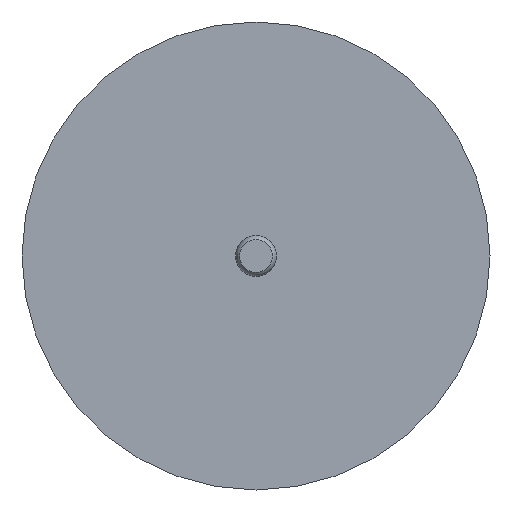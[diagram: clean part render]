
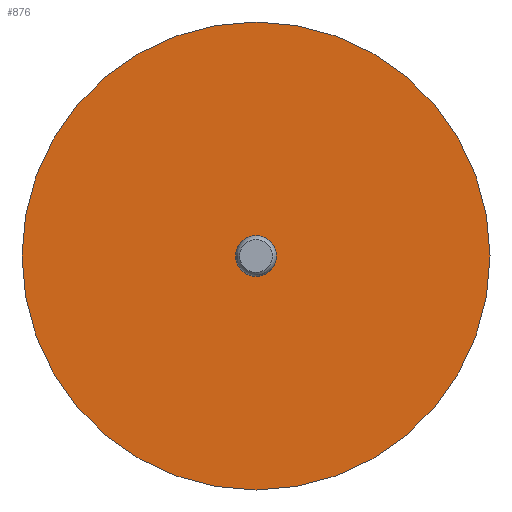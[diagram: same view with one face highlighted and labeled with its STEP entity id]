
A CAD part, front view. The second image highlights one B-rep face of the part: STEP entity #876.
In plain terms, the highlighted planar face has unit normal (0, -1, 0).
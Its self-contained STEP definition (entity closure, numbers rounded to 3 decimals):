
#140=FACE_BOUND('',#252,.T.);
#193=FACE_OUTER_BOUND('',#251,.T.);
#251=EDGE_LOOP('',(#746,#747));
#252=EDGE_LOOP('',(#748,#749));
#295=CIRCLE('',#986,3.205);
#296=CIRCLE('',#987,3.205);
#305=CIRCLE('',#1001,37.5);
#306=CIRCLE('',#1002,37.5);
#372=VERTEX_POINT('',#1555);
#373=VERTEX_POINT('',#1557);
#382=VERTEX_POINT('',#1583);
#383=VERTEX_POINT('',#1584);
#491=EDGE_CURVE('',#373,#372,#295,.T.);
#492=EDGE_CURVE('',#372,#373,#296,.T.);
#503=EDGE_CURVE('',#382,#383,#305,.T.);
#505=EDGE_CURVE('',#383,#382,#306,.T.);
#746=ORIENTED_EDGE('',*,*,#503,.F.);
#747=ORIENTED_EDGE('',*,*,#505,.F.);
#748=ORIENTED_EDGE('',*,*,#491,.T.);
#749=ORIENTED_EDGE('',*,*,#492,.T.);
#769=PLANE('',#1003);
#876=ADVANCED_FACE('',(#193,#140),#769,.T.);
#986=AXIS2_PLACEMENT_3D('',#1558,#1201,#1202);
#987=AXIS2_PLACEMENT_3D('',#1559,#1203,#1204);
#1001=AXIS2_PLACEMENT_3D('',#1585,#1233,#1234);
#1002=AXIS2_PLACEMENT_3D('',#1587,#1236,#1237);
#1003=AXIS2_PLACEMENT_3D('',#1588,#1238,#1239);
#1201=DIRECTION('center_axis',(0.,1.,0.));
#1202=DIRECTION('ref_axis',(-1.,0.,0.));
#1203=DIRECTION('center_axis',(0.,1.,0.));
#1204=DIRECTION('ref_axis',(-1.,0.,0.));
#1233=DIRECTION('center_axis',(0.,1.,0.));
#1234=DIRECTION('ref_axis',(-1.,0.,0.));
#1236=DIRECTION('center_axis',(0.,1.,0.));
#1237=DIRECTION('ref_axis',(-1.,0.,0.));
#1238=DIRECTION('center_axis',(0.,-1.,0.));
#1239=DIRECTION('ref_axis',(0.,0.,-1.));
#1555=CARTESIAN_POINT('',(3.205,3.369,0.));
#1557=CARTESIAN_POINT('',(-3.205,3.369,0.));
#1558=CARTESIAN_POINT('Origin',(0.,3.369,0.));
#1559=CARTESIAN_POINT('Origin',(0.,3.369,0.));
#1583=CARTESIAN_POINT('',(-37.5,3.369,0.));
#1584=CARTESIAN_POINT('',(37.5,3.369,0.));
#1585=CARTESIAN_POINT('Origin',(0.,3.369,0.));
#1587=CARTESIAN_POINT('Origin',(0.,3.369,0.));
#1588=CARTESIAN_POINT('Origin',(-18.75,3.369,0.));
